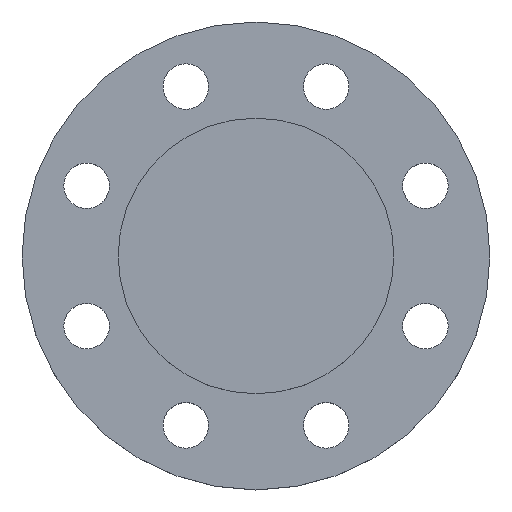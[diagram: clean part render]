
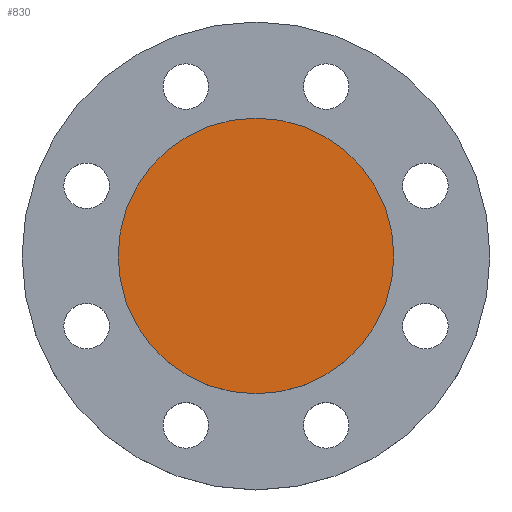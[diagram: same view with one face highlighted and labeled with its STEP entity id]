
A CAD part, top view. The second image highlights one B-rep face of the part: STEP entity #830.
In plain terms, the highlighted planar face has unit normal (0, 0, 1).
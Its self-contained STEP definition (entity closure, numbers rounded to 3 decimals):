
#5 = AXIS2_PLACEMENT_3D ( 'NONE', #114, #113, #112 ) ;
#112 = DIRECTION ( 'NONE',  ( 1., 0., 0. ) ) ;
#113 = DIRECTION ( 'NONE',  ( 0., 0., 1. ) ) ;
#114 = CARTESIAN_POINT ( 'NONE',  ( 0., 0., 0. ) ) ;
#115 = PLANE ( 'NONE',  #5 ) ;
#116 = FACE_OUTER_BOUND ( 'NONE', #633, .T. ) ;
#125 = DIRECTION ( 'NONE',  ( -1., 0., 0. ) ) ;
#127 = DIRECTION ( 'NONE',  ( 0., 0., -1. ) ) ;
#128 = CARTESIAN_POINT ( 'NONE',  ( 0., 0., 0. ) ) ;
#211 = CARTESIAN_POINT ( 'NONE',  ( -54.5, 0., 0. ) ) ;
#215 = CARTESIAN_POINT ( 'NONE',  ( 54.5, 0., 0. ) ) ;
#254 = DIRECTION ( 'NONE',  ( -1., 0., 0. ) ) ;
#255 = DIRECTION ( 'NONE',  ( 0., 0., -1. ) ) ;
#256 = CARTESIAN_POINT ( 'NONE',  ( 0., 0., 0. ) ) ;
#385 = AXIS2_PLACEMENT_3D ( 'NONE', #128, #127, #125 ) ;
#442 = CIRCLE ( 'NONE', #446, 54.5 ) ;
#444 = CIRCLE ( 'NONE', #385, 54.5 ) ;
#446 = AXIS2_PLACEMENT_3D ( 'NONE', #256, #255, #254 ) ;
#588 = EDGE_CURVE ( 'NONE', #657, #662, #442, .T. ) ;
#633 = EDGE_LOOP ( 'NONE', ( #781, #782 ) ) ;
#657 = VERTEX_POINT ( 'NONE', #215 ) ;
#662 = VERTEX_POINT ( 'NONE', #211 ) ;
#781 = ORIENTED_EDGE ( 'NONE', *, *, #823, .F. ) ;
#782 = ORIENTED_EDGE ( 'NONE', *, *, #588, .F. ) ;
#823 = EDGE_CURVE ( 'NONE', #662, #657, #444, .T. ) ;
#830 = ADVANCED_FACE ( 'NONE', ( #116 ), #115, .T. ) ;
